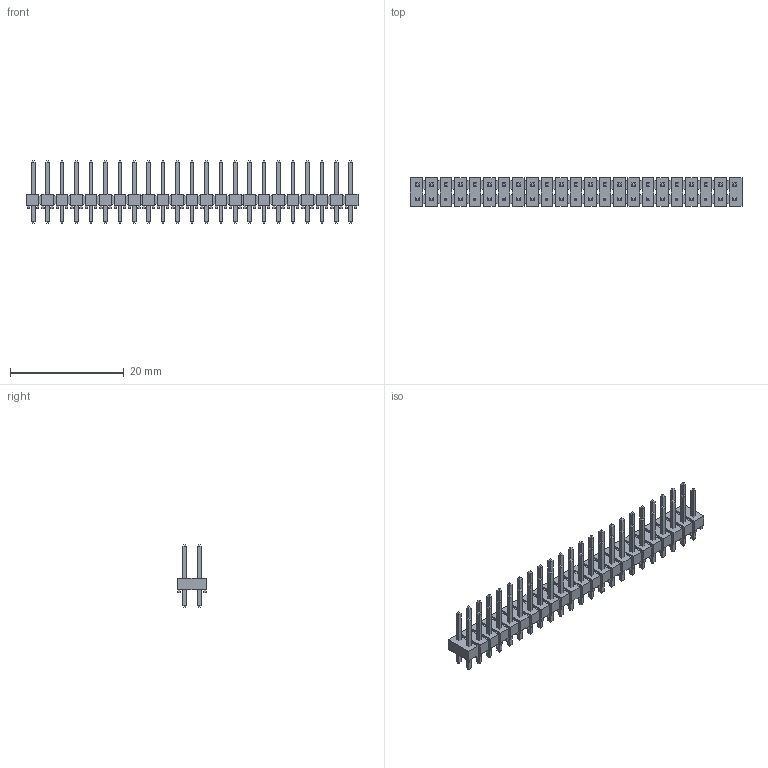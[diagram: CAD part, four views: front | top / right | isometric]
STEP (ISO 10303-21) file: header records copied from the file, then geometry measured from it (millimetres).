
FILE_DESCRIPTION((''),'2;1');
FILE_NAME('SAMTEC_TSW-123-07-L-D-LL.stp','2013-04-29T17:31:16',(''),(''),'Mechanical Desktop 2011','Mechanical Desktop 2011',', , ');
FILE_SCHEMA(('AUTOMOTIVE_DESIGN { 1 2 10303 214 1 1 1 1 }'));
Length unit declared in the file: millimetre
Products named in the file (1): Product
Bounding box: 58.42 x 5.08 x 10.92 mm (x, y, z)
Volume: 745.8 mm3; surface area: 2911.3 mm2
Topology: 251 solids, 251 shells, 1874 faces, 3748 edges, 2376 vertices
Faces by surface type: plane 1190, bspline 684
Entity records: 46797 total; most frequent: CARTESIAN_POINT 10051, ORIENTED_EDGE 7496, DIRECTION 6130, VECTOR 3748, LINE 3748, EDGE_CURVE 3748, VERTEX_POINT 2376, EDGE_LOOP 1874
